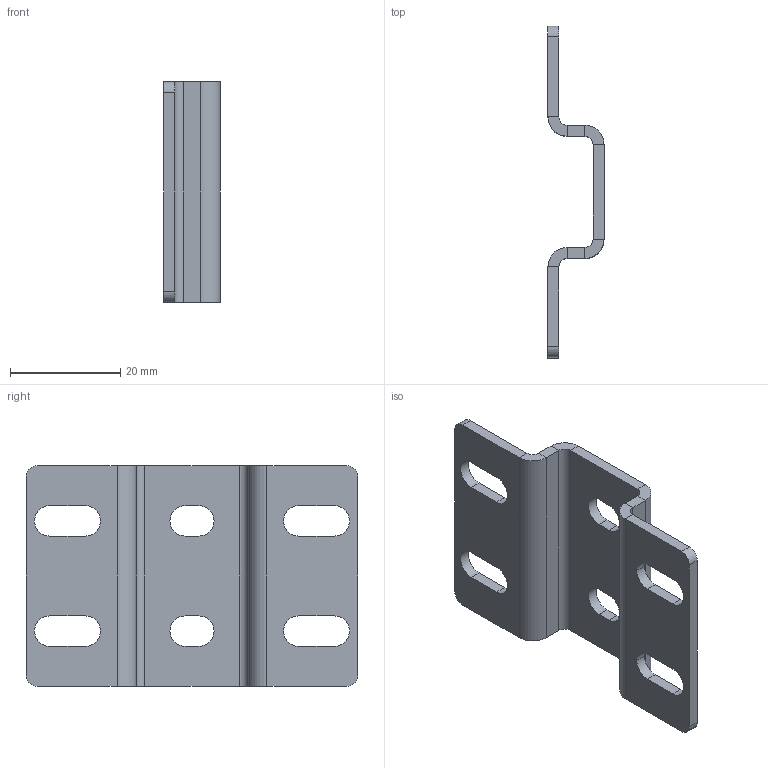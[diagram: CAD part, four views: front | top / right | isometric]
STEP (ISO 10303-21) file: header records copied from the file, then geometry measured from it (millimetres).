
FILE_DESCRIPTION (( 'STEP AP214' ), '1' );
FILE_NAME ('F43 Êðåïëåíèå äëÿ ñåòêè, 20 ñåðèÿ, ïëàñòèíà 40õ60.STEP', '2020-03-10T09:33:39', ( 'Windows User' ), ( '' ), 'SwSTEP 2.0', 'SolidWorks 2019', '' );
FILE_SCHEMA (( 'AUTOMOTIVE_DESIGN' ));
Length unit declared in the file: millimetre
Products named in the file (1): F43 Êðåïëåíèå äëÿ ñåòêè, 20 ñåðèÿ, ïëàñòèíà 40õ60
Bounding box: 10.2 x 60.2 x 40 mm (x, y, z)
Volume: 5151.7 mm3; surface area: 5925.4 mm2
Topology: 1 solids, 1 shells, 70 faces, 172 edges, 104 vertices
Faces by surface type: plane 42, cylinder 28
Entity records: 2094 total; most frequent: DIRECTION 370, CARTESIAN_POINT 347, ORIENTED_EDGE 344, EDGE_CURVE 172, AXIS2_PLACEMENT_3D 127, LINE 116, VECTOR 116, VERTEX_POINT 104
